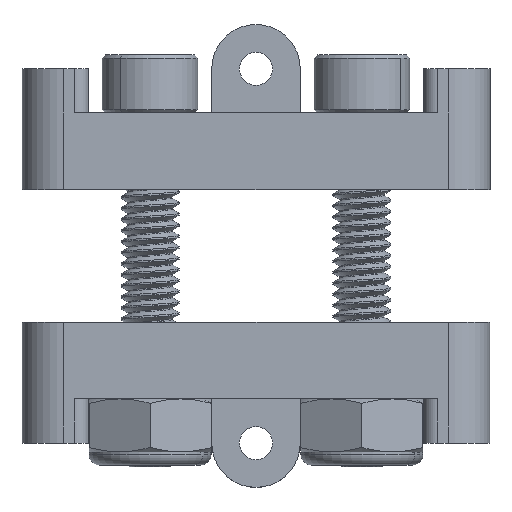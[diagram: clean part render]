
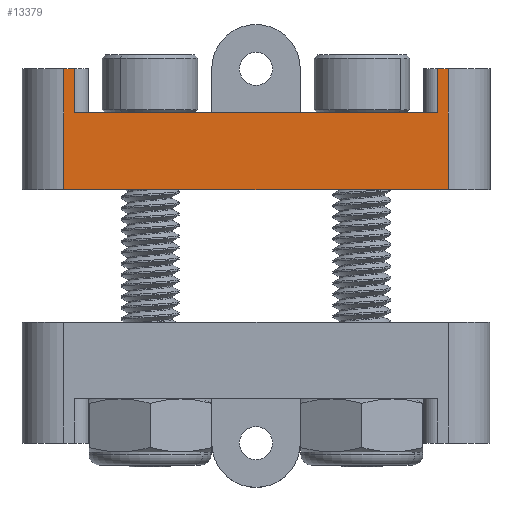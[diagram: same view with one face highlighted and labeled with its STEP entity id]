
A CAD part, top view. The second image highlights one B-rep face of the part: STEP entity #13379.
In plain terms, the highlighted planar face has unit normal (0, 0, 1).
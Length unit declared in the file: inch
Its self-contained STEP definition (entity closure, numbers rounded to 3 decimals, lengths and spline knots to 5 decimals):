
#58 = DIRECTION ( 'NONE',  ( 0., 1., 0. ) ) ;
#284 = VERTEX_POINT ( 'NONE', #8375 ) ;
#629 = ORIENTED_EDGE ( 'NONE', *, *, #6231, .T. ) ;
#631 = VECTOR ( 'NONE', #15786, 39.37008 ) ;
#1220 = VERTEX_POINT ( 'NONE', #9549 ) ;
#1260 = EDGE_CURVE ( 'NONE', #11858, #284, #15567, .T. ) ;
#1866 = VECTOR ( 'NONE', #6887, 39.37008 ) ;
#1949 = EDGE_CURVE ( 'NONE', #4873, #5707, #4848, .T. ) ;
#2173 = DIRECTION ( 'NONE',  ( 0., -1., 0. ) ) ;
#3124 = CARTESIAN_POINT ( 'NONE',  ( -0.54314, 0.125, 0.15748 ) ) ;
#3214 = FACE_OUTER_BOUND ( 'NONE', #9498, .T. ) ;
#3768 = ORIENTED_EDGE ( 'NONE', *, *, #7089, .T. ) ;
#3918 = VERTEX_POINT ( 'NONE', #12249 ) ;
#4295 = ORIENTED_EDGE ( 'NONE', *, *, #15472, .T. ) ;
#4371 = ORIENTED_EDGE ( 'NONE', *, *, #1260, .F. ) ;
#4499 = DIRECTION ( 'NONE',  ( -1., 0., 0. ) ) ;
#4647 = EDGE_CURVE ( 'NONE', #4873, #1220, #8024, .T. ) ;
#4748 = CARTESIAN_POINT ( 'NONE',  ( 0.47375, 0., 0.15748 ) ) ;
#4848 = LINE ( 'NONE', #14472, #7227 ) ;
#4873 = VERTEX_POINT ( 'NONE', #7196 ) ;
#5349 = ORIENTED_EDGE ( 'NONE', *, *, #4647, .F. ) ;
#5707 = VERTEX_POINT ( 'NONE', #5831 ) ;
#5777 = CARTESIAN_POINT ( 'NONE',  ( -0.54314, -0.21654, 0.15748 ) ) ;
#5831 = CARTESIAN_POINT ( 'NONE',  ( 0.51312, 0., 0.15748 ) ) ;
#5892 = VERTEX_POINT ( 'NONE', #15132 ) ;
#5974 = VECTOR ( 'NONE', #58, 39.37008 ) ;
#6032 = VECTOR ( 'NONE', #2173, 39.37008 ) ;
#6231 = EDGE_CURVE ( 'NONE', #5892, #1220, #14659, .T. ) ;
#6887 = DIRECTION ( 'NONE',  ( 1., 0., 0. ) ) ;
#6894 = CARTESIAN_POINT ( 'NONE',  ( 0.47375, -0.21654, 0.15748 ) ) ;
#6896 = DIRECTION ( 'NONE',  ( 1., 0., 0. ) ) ;
#7080 = CARTESIAN_POINT ( 'NONE',  ( -0.54314, -0.21654, 0.15748 ) ) ;
#7089 = EDGE_CURVE ( 'NONE', #3918, #284, #10458, .T. ) ;
#7143 = CARTESIAN_POINT ( 'NONE',  ( -0.47375, 0.125, 0.15748 ) ) ;
#7196 = CARTESIAN_POINT ( 'NONE',  ( 0.51312, 0.125, 0.15748 ) ) ;
#7227 = VECTOR ( 'NONE', #14308, 39.37008 ) ;
#7580 = AXIS2_PLACEMENT_3D ( 'NONE', #6894, #11779, #4499 ) ;
#7590 = ORIENTED_EDGE ( 'NONE', *, *, #12987, .F. ) ;
#8024 = LINE ( 'NONE', #11942, #1866 ) ;
#8057 = DIRECTION ( 'NONE',  ( 0., 1., 0. ) ) ;
#8112 = PLANE ( 'NONE',  #7580 ) ;
#8375 = CARTESIAN_POINT ( 'NONE',  ( -0.51312, 0.125, 0.15748 ) ) ;
#8493 = CARTESIAN_POINT ( 'NONE',  ( 0.47375, -0.21654, 0.15748 ) ) ;
#8552 = VECTOR ( 'NONE', #8057, 39.37008 ) ;
#9259 = ORIENTED_EDGE ( 'NONE', *, *, #1949, .T. ) ;
#9310 = LINE ( 'NONE', #5777, #6032 ) ;
#9498 = EDGE_LOOP ( 'NONE', ( #7590, #629, #5349, #9259, #10295, #3768, #4371, #4295 ) ) ;
#9549 = CARTESIAN_POINT ( 'NONE',  ( 0.54314, 0.125, 0.15748 ) ) ;
#10295 = ORIENTED_EDGE ( 'NONE', *, *, #14193, .T. ) ;
#10458 = LINE ( 'NONE', #12948, #8552 ) ;
#10508 = DIRECTION ( 'NONE',  ( -1., 0., 0. ) ) ;
#10721 = LINE ( 'NONE', #8493, #631 ) ;
#11191 = CARTESIAN_POINT ( 'NONE',  ( 0.54314, -0.21654, 0.15748 ) ) ;
#11779 = DIRECTION ( 'NONE',  ( 0., 0., -1. ) ) ;
#11858 = VERTEX_POINT ( 'NONE', #3124 ) ;
#11942 = CARTESIAN_POINT ( 'NONE',  ( 0.47375, 0.125, 0.15748 ) ) ;
#12249 = CARTESIAN_POINT ( 'NONE',  ( -0.51312, 0., 0.15748 ) ) ;
#12948 = CARTESIAN_POINT ( 'NONE',  ( -0.51312, -0.21654, 0.15748 ) ) ;
#12987 = EDGE_CURVE ( 'NONE', #5892, #15038, #10721, .T. ) ;
#13114 = VECTOR ( 'NONE', #6896, 39.37008 ) ;
#13379 = ADVANCED_FACE ( 'NONE', ( #3214 ), #8112, .F. ) ;
#14193 = EDGE_CURVE ( 'NONE', #5707, #3918, #15729, .T. ) ;
#14308 = DIRECTION ( 'NONE',  ( 0., -1., 0. ) ) ;
#14472 = CARTESIAN_POINT ( 'NONE',  ( 0.51312, -0.21654, 0.15748 ) ) ;
#14659 = LINE ( 'NONE', #11191, #5974 ) ;
#15038 = VERTEX_POINT ( 'NONE', #7080 ) ;
#15132 = CARTESIAN_POINT ( 'NONE',  ( 0.54314, -0.21654, 0.15748 ) ) ;
#15472 = EDGE_CURVE ( 'NONE', #11858, #15038, #9310, .T. ) ;
#15493 = VECTOR ( 'NONE', #10508, 39.37008 ) ;
#15567 = LINE ( 'NONE', #7143, #13114 ) ;
#15729 = LINE ( 'NONE', #4748, #15493 ) ;
#15786 = DIRECTION ( 'NONE',  ( -1., 0., 0. ) ) ;
